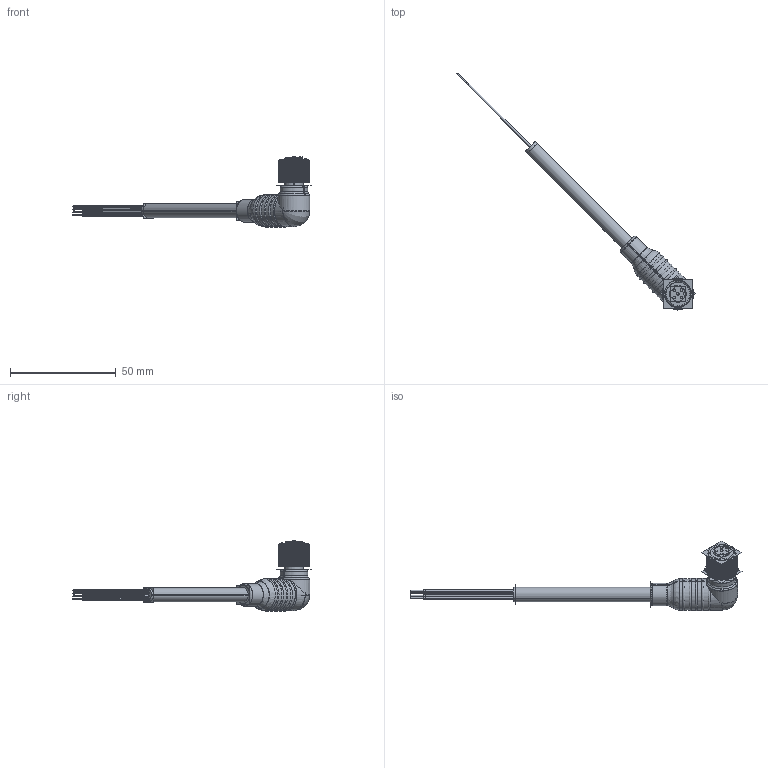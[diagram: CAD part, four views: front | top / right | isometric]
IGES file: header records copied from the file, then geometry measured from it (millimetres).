
Start section:  PTC IGES file: 254696_sm01.igs
Global section: file name: 254696_sm01.igs; native system: Creo Parametric by PTC Inc.; preprocessor: 2022414; author: banengservice; organization: Unknown; date: 20260128.154054; units: millimetre
Bounding box: 112.7 x 112.7 x 33.33 mm (x, y, z)
Volume: 10604.2 mm3; surface area: 27355.7 mm2
Topology: 1 solids, 1 shells, 982 faces, 5320 edges, 6855 vertices
Faces by surface type: revolution 688, bspline 294
